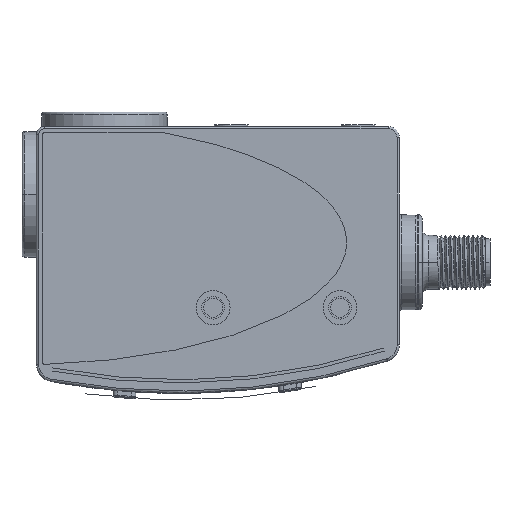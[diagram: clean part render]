
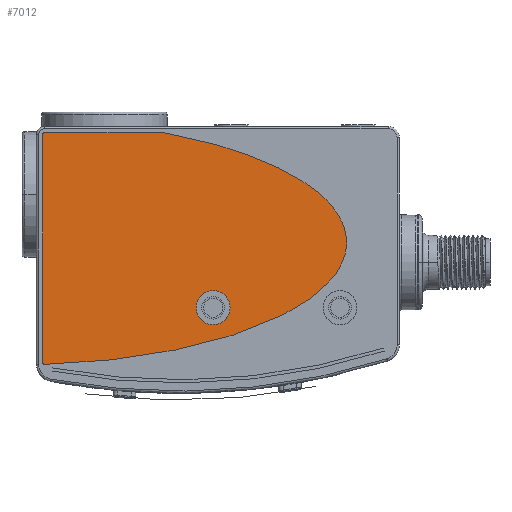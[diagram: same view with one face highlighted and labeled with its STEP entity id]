
A CAD part, front view. The second image highlights one B-rep face of the part: STEP entity #7012.
In plain terms, the highlighted planar face has unit normal (0, -1, 0).
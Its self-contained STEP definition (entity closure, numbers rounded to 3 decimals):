
#158=CARTESIAN_POINT('',(39.,0.4,-40.));
#159=DIRECTION('',(0.,1.,0.));
#160=DIRECTION('',(-1.,0.,0.));
#161=AXIS2_PLACEMENT_3D('',#158,#159,#160);
#163=CARTESIAN_POINT('',(39.,0.4,-40.));
#164=DIRECTION('',(0.,1.,0.));
#165=DIRECTION('',(1.,0.,0.));
#166=AXIS2_PLACEMENT_3D('',#163,#164,#165);
#168=CARTESIAN_POINT('',(1.811,0.4,-52.503));
#169=CARTESIAN_POINT('',(3.123,0.4,-52.466));
#170=CARTESIAN_POINT('',(5.499,0.4,-52.373));
#171=CARTESIAN_POINT('',(9.633,0.4,-52.139));
#172=CARTESIAN_POINT('',(13.996,0.4,-51.784));
#173=CARTESIAN_POINT('',(18.473,0.4,-51.299));
#174=CARTESIAN_POINT('',(23.729,0.4,-50.598));
#175=CARTESIAN_POINT('',(29.311,0.4,-49.646));
#176=CARTESIAN_POINT('',(34.987,0.4,-48.424));
#177=CARTESIAN_POINT('',(39.902,0.4,-47.143));
#178=CARTESIAN_POINT('',(44.217,0.4,-45.816));
#179=CARTESIAN_POINT('',(48.034,0.4,-44.45));
#180=CARTESIAN_POINT('',(52.552,0.4,-42.585));
#181=CARTESIAN_POINT('',(57.259,0.4,-40.18));
#182=CARTESIAN_POINT('',(61.657,0.4,-37.199));
#183=CARTESIAN_POINT('',(64.94,0.4,-34.131));
#184=CARTESIAN_POINT('',(67.181,0.4,-30.982));
#185=CARTESIAN_POINT('',(68.398,0.4,-27.755));
#186=CARTESIAN_POINT('',(68.571,0.4,-24.446));
#187=CARTESIAN_POINT('',(67.623,0.4,-21.052));
#188=CARTESIAN_POINT('',(65.783,0.4,-18.141));
#189=CARTESIAN_POINT('',(63.549,0.4,-15.754));
#190=CARTESIAN_POINT('',(61.438,0.4,-13.93));
#191=CARTESIAN_POINT('',(58.822,0.4,-12.067));
#192=CARTESIAN_POINT('',(55.59,0.4,-10.157));
#193=CARTESIAN_POINT('',(52.248,0.4,-8.514));
#194=CARTESIAN_POINT('',(49.036,0.4,-7.159));
#195=CARTESIAN_POINT('',(46.294,0.4,-6.116));
#196=CARTESIAN_POINT('',(43.129,0.4,-5.041));
#197=CARTESIAN_POINT('',(39.391,0.4,-3.922));
#198=CARTESIAN_POINT('',(35.584,0.4,-2.936));
#199=CARTESIAN_POINT('',(31.801,0.4,-2.09));
#200=CARTESIAN_POINT('',(29.541,0.4,-1.638));
#201=CARTESIAN_POINT('',(28.25,0.4,-1.4));
#203=CARTESIAN_POINT('',(1.8,0.4,-52.103));
#204=DIRECTION('',(0.,-1.,0.));
#205=DIRECTION('',(-1.,0.,0.));
#206=AXIS2_PLACEMENT_3D('',#203,#204,#205);
#208=DIRECTION('',(0.,0.,-1.));
#209=VECTOR('',#208,50.303);
#210=CARTESIAN_POINT('',(1.4,0.4,-1.8));
#211=LINE('',#210,#209);
#212=CARTESIAN_POINT('',(1.8,0.4,-1.8));
#213=DIRECTION('',(0.,-1.,0.));
#214=DIRECTION('',(0.,0.,1.));
#215=AXIS2_PLACEMENT_3D('',#212,#213,#214);
#217=DIRECTION('',(-1.,0.,0.));
#218=VECTOR('',#217,26.45);
#219=CARTESIAN_POINT('',(28.25,0.4,-1.4));
#220=LINE('',#219,#218);
#6246=VERTEX_POINT('',#168);
#6247=VERTEX_POINT('',#201);
#6248=CARTESIAN_POINT('',(1.8,0.4,-1.4));
#6249=VERTEX_POINT('',#6248);
#6250=CARTESIAN_POINT('',(1.4,0.4,-1.8));
#6251=VERTEX_POINT('',#6250);
#6252=CARTESIAN_POINT('',(1.4,0.4,-52.103));
#6253=VERTEX_POINT('',#6252);
#6262=CARTESIAN_POINT('',(35.25,0.4,-40.));
#6263=CARTESIAN_POINT('',(42.75,0.4,-40.));
#6264=VERTEX_POINT('',#6262);
#6265=VERTEX_POINT('',#6263);
#6991=CARTESIAN_POINT('',(0.,0.4,0.));
#6992=DIRECTION('',(0.,-1.,0.));
#6993=DIRECTION('',(-1.,0.,0.));
#6994=AXIS2_PLACEMENT_3D('',#6991,#6992,#6993);
#6995=PLANE('',#6994);
#6997=ORIENTED_EDGE('',*,*,#6996,.F.);
#6999=ORIENTED_EDGE('',*,*,#6998,.F.);
#7001=ORIENTED_EDGE('',*,*,#7000,.F.);
#7003=ORIENTED_EDGE('',*,*,#7002,.F.);
#7005=ORIENTED_EDGE('',*,*,#7004,.F.);
#7006=EDGE_LOOP('',(#6997,#6999,#7001,#7003,#7005));
#7007=FACE_OUTER_BOUND('',#7006,.F.);
#7008=ORIENTED_EDGE('',*,*,#6984,.F.);
#7009=ORIENTED_EDGE('',*,*,#6970,.F.);
#7010=EDGE_LOOP('',(#7008,#7009));
#7011=FACE_BOUND('',#7010,.F.);
#7012=ADVANCED_FACE('',(#7007,#7011),#6995,.T.);
#162=CIRCLE('',#161,3.75);
#167=CIRCLE('',#166,3.75);
#202=B_SPLINE_CURVE_WITH_KNOTS('',3,(#168,#169,#170,#171,#172,#173,#174,#175,
#176,#177,#178,#179,#180,#181,#182,#183,#184,#185,#186,#187,#188,#189,#190,#191,
#192,#193,#194,#195,#196,#197,#198,#199,#200,#201),.UNSPECIFIED.,.F.,.F.,(4,1,1,
1,1,1,1,1,1,1,1,1,1,1,1,1,1,1,1,1,1,1,1,1,1,1,1,1,1,1,1,4),(0.,0.008,
0.016,0.031,0.047,0.063,0.094,0.125,0.156,0.188,
0.219,0.25,0.313,0.375,0.438,0.5,0.563,0.625,0.688,
0.75,0.781,0.813,0.844,0.875,0.906,0.922,0.938,
0.953,0.969,0.984,0.992,1.),.UNSPECIFIED.);
#207=CIRCLE('',#206,0.4);
#216=CIRCLE('',#215,0.4);
#6970=EDGE_CURVE('',#6265,#6264,#167,.T.);
#6984=EDGE_CURVE('',#6264,#6265,#162,.T.);
#6996=EDGE_CURVE('',#6246,#6247,#202,.T.);
#6998=EDGE_CURVE('',#6253,#6246,#207,.T.);
#7000=EDGE_CURVE('',#6251,#6253,#211,.T.);
#7002=EDGE_CURVE('',#6249,#6251,#216,.T.);
#7004=EDGE_CURVE('',#6247,#6249,#220,.T.);
